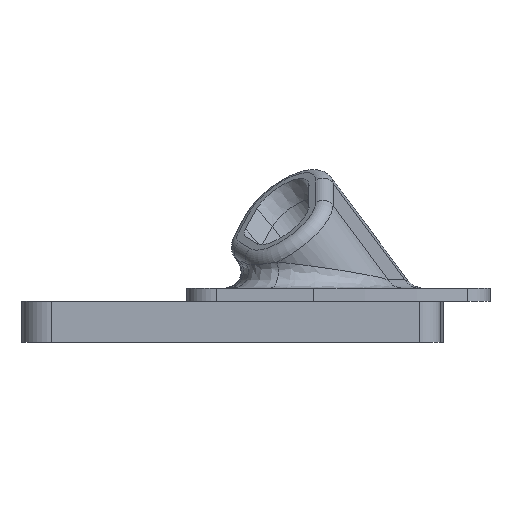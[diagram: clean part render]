
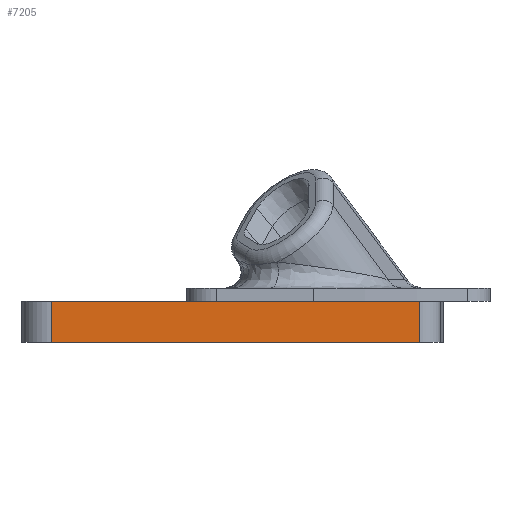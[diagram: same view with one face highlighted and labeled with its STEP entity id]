
A CAD part, left-side view. The second image highlights one B-rep face of the part: STEP entity #7205.
In plain terms, the highlighted planar face has unit normal (-1, 0, 0).
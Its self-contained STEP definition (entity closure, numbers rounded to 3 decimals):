
#3842 = PLANE('',#3843);
#3843 = AXIS2_PLACEMENT_3D('',#3844,#3845,#3846);
#3844 = CARTESIAN_POINT('',(0.,0.,-1.6));
#3845 = DIRECTION('',(0.,0.,1.));
#3846 = DIRECTION('',(1.,0.,0.));
#4305 = VERTEX_POINT('',#4306);
#4306 = CARTESIAN_POINT('',(-72.8,18.4,-1.6));
#4320 = PLANE('',#4321);
#4321 = AXIS2_PLACEMENT_3D('',#4322,#4323,#4324);
#4322 = CARTESIAN_POINT('',(0.,12.8,-1.6));
#4323 = DIRECTION('',(0.,0.,-1.));
#4324 = DIRECTION('',(-1.,0.,0.));
#5909 = EDGE_CURVE('',#4305,#5910,#5912,.T.);
#5910 = VERTEX_POINT('',#5911);
#5911 = CARTESIAN_POINT('',(-72.8,-9.8,-1.6));
#5912 = SURFACE_CURVE('',#5913,(#5917,#5924),.PCURVE_S1.);
#5913 = LINE('',#5914,#5915);
#5914 = CARTESIAN_POINT('',(-72.8,-4.9,-1.6));
#5915 = VECTOR('',#5916,1.);
#5916 = DIRECTION('',(0.,-1.,0.));
#5917 = PCURVE('',#3842,#5918);
#5918 = DEFINITIONAL_REPRESENTATION('',(#5919),#5923);
#5919 = LINE('',#5920,#5921);
#5920 = CARTESIAN_POINT('',(-72.8,-4.9));
#5921 = VECTOR('',#5922,1.);
#5922 = DIRECTION('',(0.,-1.));
#5923 = ( GEOMETRIC_REPRESENTATION_CONTEXT(2) 
PARAMETRIC_REPRESENTATION_CONTEXT() REPRESENTATION_CONTEXT('2D SPACE',''
  ) );
#5924 = PCURVE('',#5925,#5930);
#5925 = PLANE('',#5926);
#5926 = AXIS2_PLACEMENT_3D('',#5927,#5928,#5929);
#5927 = CARTESIAN_POINT('',(-72.8,-9.8,-1.6));
#5928 = DIRECTION('',(-1.,0.,0.));
#5929 = DIRECTION('',(0.,1.,0.));
#5930 = DEFINITIONAL_REPRESENTATION('',(#5931),#5935);
#5931 = LINE('',#5932,#5933);
#5932 = CARTESIAN_POINT('',(4.9,0.));
#5933 = VECTOR('',#5934,1.);
#5934 = DIRECTION('',(-1.,0.));
#5935 = ( GEOMETRIC_REPRESENTATION_CONTEXT(2) 
PARAMETRIC_REPRESENTATION_CONTEXT() REPRESENTATION_CONTEXT('2D SPACE',''
  ) );
#5954 = CYLINDRICAL_SURFACE('',#5955,2.6);
#5955 = AXIS2_PLACEMENT_3D('',#5956,#5957,#5958);
#5956 = CARTESIAN_POINT('',(-70.2,-9.8,-1.6));
#5957 = DIRECTION('',(0.,0.,-1.));
#5958 = DIRECTION('',(0.,-1.,0.));
#6480 = VERTEX_POINT('',#6481);
#6481 = CARTESIAN_POINT('',(-72.8,34.8,-1.6));
#6496 = CYLINDRICAL_SURFACE('',#6497,3.6);
#6497 = AXIS2_PLACEMENT_3D('',#6498,#6499,#6500);
#6498 = CARTESIAN_POINT('',(-69.2,34.8,-1.6));
#6499 = DIRECTION('',(0.,0.,-1.));
#6500 = DIRECTION('',(-1.,0.,0.));
#6508 = EDGE_CURVE('',#4305,#6480,#6509,.T.);
#6509 = SURFACE_CURVE('',#6510,(#6514,#6521),.PCURVE_S1.);
#6510 = LINE('',#6511,#6512);
#6511 = CARTESIAN_POINT('',(-72.8,-9.8,-1.6));
#6512 = VECTOR('',#6513,1.);
#6513 = DIRECTION('',(0.,1.,0.));
#6514 = PCURVE('',#4320,#6515);
#6515 = DEFINITIONAL_REPRESENTATION('',(#6516),#6520);
#6516 = LINE('',#6517,#6518);
#6517 = CARTESIAN_POINT('',(72.8,-22.6));
#6518 = VECTOR('',#6519,1.);
#6519 = DIRECTION('',(0.,1.));
#6520 = ( GEOMETRIC_REPRESENTATION_CONTEXT(2) 
PARAMETRIC_REPRESENTATION_CONTEXT() REPRESENTATION_CONTEXT('2D SPACE',''
  ) );
#6521 = PCURVE('',#5925,#6522);
#6522 = DEFINITIONAL_REPRESENTATION('',(#6523),#6527);
#6523 = LINE('',#6524,#6525);
#6524 = CARTESIAN_POINT('',(0.,0.));
#6525 = VECTOR('',#6526,1.);
#6526 = DIRECTION('',(1.,0.));
#6527 = ( GEOMETRIC_REPRESENTATION_CONTEXT(2) 
PARAMETRIC_REPRESENTATION_CONTEXT() REPRESENTATION_CONTEXT('2D SPACE',''
  ) );
#7205 = ADVANCED_FACE('',(#7206),#5925,.T.);
#7206 = FACE_BOUND('',#7207,.T.);
#7207 = EDGE_LOOP('',(#7208,#7209,#7210,#7233,#7261));
#7208 = ORIENTED_EDGE('',*,*,#5909,.F.);
#7209 = ORIENTED_EDGE('',*,*,#6508,.T.);
#7210 = ORIENTED_EDGE('',*,*,#7211,.T.);
#7211 = EDGE_CURVE('',#6480,#7212,#7214,.T.);
#7212 = VERTEX_POINT('',#7213);
#7213 = CARTESIAN_POINT('',(-72.8,34.8,-6.6));
#7214 = SURFACE_CURVE('',#7215,(#7219,#7226),.PCURVE_S1.);
#7215 = LINE('',#7216,#7217);
#7216 = CARTESIAN_POINT('',(-72.8,34.8,-1.6));
#7217 = VECTOR('',#7218,1.);
#7218 = DIRECTION('',(0.,0.,-1.));
#7219 = PCURVE('',#5925,#7220);
#7220 = DEFINITIONAL_REPRESENTATION('',(#7221),#7225);
#7221 = LINE('',#7222,#7223);
#7222 = CARTESIAN_POINT('',(44.6,0.));
#7223 = VECTOR('',#7224,1.);
#7224 = DIRECTION('',(0.,1.));
#7225 = ( GEOMETRIC_REPRESENTATION_CONTEXT(2) 
PARAMETRIC_REPRESENTATION_CONTEXT() REPRESENTATION_CONTEXT('2D SPACE',''
  ) );
#7226 = PCURVE('',#6496,#7227);
#7227 = DEFINITIONAL_REPRESENTATION('',(#7228),#7232);
#7228 = LINE('',#7229,#7230);
#7229 = CARTESIAN_POINT('',(0.,0.));
#7230 = VECTOR('',#7231,1.);
#7231 = DIRECTION('',(0.,1.));
#7232 = ( GEOMETRIC_REPRESENTATION_CONTEXT(2) 
PARAMETRIC_REPRESENTATION_CONTEXT() REPRESENTATION_CONTEXT('2D SPACE',''
  ) );
#7233 = ORIENTED_EDGE('',*,*,#7234,.F.);
#7234 = EDGE_CURVE('',#7235,#7212,#7237,.T.);
#7235 = VERTEX_POINT('',#7236);
#7236 = CARTESIAN_POINT('',(-72.8,-9.8,-6.6));
#7237 = SURFACE_CURVE('',#7238,(#7242,#7249),.PCURVE_S1.);
#7238 = LINE('',#7239,#7240);
#7239 = CARTESIAN_POINT('',(-72.8,-9.8,-6.6));
#7240 = VECTOR('',#7241,1.);
#7241 = DIRECTION('',(0.,1.,0.));
#7242 = PCURVE('',#5925,#7243);
#7243 = DEFINITIONAL_REPRESENTATION('',(#7244),#7248);
#7244 = LINE('',#7245,#7246);
#7245 = CARTESIAN_POINT('',(0.,5.));
#7246 = VECTOR('',#7247,1.);
#7247 = DIRECTION('',(1.,0.));
#7248 = ( GEOMETRIC_REPRESENTATION_CONTEXT(2) 
PARAMETRIC_REPRESENTATION_CONTEXT() REPRESENTATION_CONTEXT('2D SPACE',''
  ) );
#7249 = PCURVE('',#7250,#7255);
#7250 = PLANE('',#7251);
#7251 = AXIS2_PLACEMENT_3D('',#7252,#7253,#7254);
#7252 = CARTESIAN_POINT('',(0.,12.8,-6.6));
#7253 = DIRECTION('',(0.,0.,-1.));
#7254 = DIRECTION('',(-1.,0.,0.));
#7255 = DEFINITIONAL_REPRESENTATION('',(#7256),#7260);
#7256 = LINE('',#7257,#7258);
#7257 = CARTESIAN_POINT('',(72.8,-22.6));
#7258 = VECTOR('',#7259,1.);
#7259 = DIRECTION('',(0.,1.));
#7260 = ( GEOMETRIC_REPRESENTATION_CONTEXT(2) 
PARAMETRIC_REPRESENTATION_CONTEXT() REPRESENTATION_CONTEXT('2D SPACE',''
  ) );
#7261 = ORIENTED_EDGE('',*,*,#7262,.F.);
#7262 = EDGE_CURVE('',#5910,#7235,#7263,.T.);
#7263 = SURFACE_CURVE('',#7264,(#7268,#7275),.PCURVE_S1.);
#7264 = LINE('',#7265,#7266);
#7265 = CARTESIAN_POINT('',(-72.8,-9.8,-1.6));
#7266 = VECTOR('',#7267,1.);
#7267 = DIRECTION('',(0.,0.,-1.));
#7268 = PCURVE('',#5925,#7269);
#7269 = DEFINITIONAL_REPRESENTATION('',(#7270),#7274);
#7270 = LINE('',#7271,#7272);
#7271 = CARTESIAN_POINT('',(0.,0.));
#7272 = VECTOR('',#7273,1.);
#7273 = DIRECTION('',(0.,1.));
#7274 = ( GEOMETRIC_REPRESENTATION_CONTEXT(2) 
PARAMETRIC_REPRESENTATION_CONTEXT() REPRESENTATION_CONTEXT('2D SPACE',''
  ) );
#7275 = PCURVE('',#5954,#7276);
#7276 = DEFINITIONAL_REPRESENTATION('',(#7277),#7281);
#7277 = LINE('',#7278,#7279);
#7278 = CARTESIAN_POINT('',(1.571,0.));
#7279 = VECTOR('',#7280,1.);
#7280 = DIRECTION('',(0.,1.));
#7281 = ( GEOMETRIC_REPRESENTATION_CONTEXT(2) 
PARAMETRIC_REPRESENTATION_CONTEXT() REPRESENTATION_CONTEXT('2D SPACE',''
  ) );
